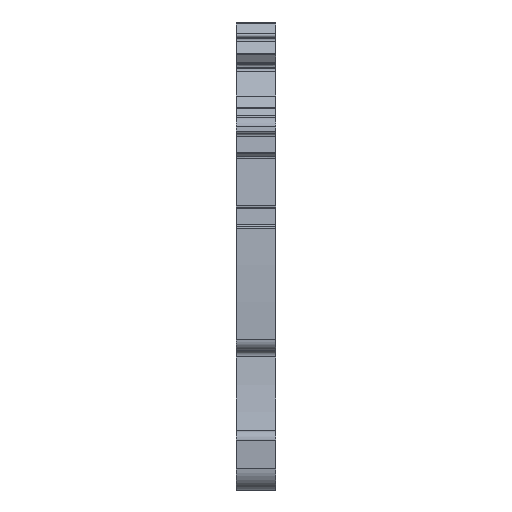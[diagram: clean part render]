
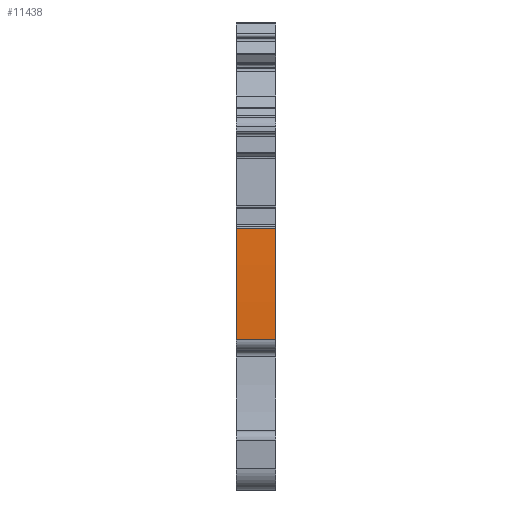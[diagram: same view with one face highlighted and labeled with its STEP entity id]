
A CAD part, front view. The second image highlights one B-rep face of the part: STEP entity #11438.
In plain terms, the highlighted cylindrical face has radius 122.822 mm (diameter 245.644 mm), a partial arc.
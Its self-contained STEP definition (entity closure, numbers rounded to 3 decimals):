
#2225=AXIS2_PLACEMENT_3D('Circle Axis2P3D',#2223,#2224,$) ;
#2232=AXIS2_PLACEMENT_3D('Circle Axis2P3D',#2230,#2231,$) ;
#3989=AXIS2_PLACEMENT_3D('Circle Axis2P3D',#3987,#3988,$) ;
#3996=AXIS2_PLACEMENT_3D('Circle Axis2P3D',#3994,#3995,$) ;
#11423=AXIS2_PLACEMENT_3D('Cylinder Axis2P3D',#11420,#11421,#11422) ;
#2220=CARTESIAN_POINT('Vertex',(0.,1.529,13.42)) ;
#2223=CARTESIAN_POINT('Axis2P3D Location',(0.,2.529,13.45)) ;
#2227=CARTESIAN_POINT('Vertex',(0.,1.528,13.45)) ;
#2230=CARTESIAN_POINT('Axis2P3D Location',(0.,124.298,17.05)) ;
#2234=CARTESIAN_POINT('Vertex',(0.,1.64,23.414)) ;
#3984=CARTESIAN_POINT('Vertex',(3.5,1.64,23.414)) ;
#3987=CARTESIAN_POINT('Axis2P3D Location',(3.5,124.298,17.05)) ;
#3991=CARTESIAN_POINT('Vertex',(3.5,1.528,13.45)) ;
#3994=CARTESIAN_POINT('Axis2P3D Location',(3.5,124.284,17.05)) ;
#3998=CARTESIAN_POINT('Vertex',(3.5,1.529,13.42)) ;
#11407=CARTESIAN_POINT('Line Origine',(1.75,1.529,13.42)) ;
#11420=CARTESIAN_POINT('Axis2P3D Location',(1.75,124.298,17.05)) ;
#11425=CARTESIAN_POINT('Line Origine',(1.75,1.64,23.414)) ;
#2224=DIRECTION('Axis2P3D Direction',(1.,0.,0.)) ;
#2231=DIRECTION('Axis2P3D Direction',(1.,0.,0.)) ;
#3988=DIRECTION('Axis2P3D Direction',(1.,0.,0.)) ;
#3995=DIRECTION('Axis2P3D Direction',(1.,0.,0.)) ;
#11408=DIRECTION('Vector Direction',(1.,0.,0.)) ;
#11421=DIRECTION('Axis2P3D Direction',(1.,0.,0.)) ;
#11422=DIRECTION('Axis2P3D XDirection',(0.,-0.992,0.126)) ;
#11426=DIRECTION('Vector Direction',(1.,0.,0.)) ;
#11409=VECTOR('Line Direction',#11408,1.) ;
#11427=VECTOR('Line Direction',#11426,1.) ;
#11431=ORIENTED_EDGE('',*,*,#2236,.T.) ;
#11432=ORIENTED_EDGE('',*,*,#2229,.T.) ;
#11433=ORIENTED_EDGE('',*,*,#11411,.T.) ;
#11434=ORIENTED_EDGE('',*,*,#4000,.F.) ;
#11435=ORIENTED_EDGE('',*,*,#3993,.F.) ;
#11436=ORIENTED_EDGE('',*,*,#11429,.F.) ;
#11438=ADVANCED_FACE('MLD_AIO21_1.5_SO.1',(#11437),#11424,.T.) ;
#2226=CIRCLE('generated circle',#2225,1.) ;
#2233=CIRCLE('generated circle',#2232,122.822) ;
#3990=CIRCLE('generated circle',#3989,122.822) ;
#3997=CIRCLE('generated circle',#3996,122.809) ;
#11424=CYLINDRICAL_SURFACE('generated cylinder',#11423,122.822) ;
#2229=EDGE_CURVE('',#2228,#2221,#2226,.T.) ;
#2236=EDGE_CURVE('',#2235,#2228,#2233,.T.) ;
#3993=EDGE_CURVE('',#3985,#3992,#3990,.T.) ;
#4000=EDGE_CURVE('',#3992,#3999,#3997,.T.) ;
#11411=EDGE_CURVE('',#2221,#3999,#11410,.T.) ;
#11429=EDGE_CURVE('',#2235,#3985,#11428,.T.) ;
#11430=EDGE_LOOP('',(#11431,#11432,#11433,#11434,#11435,#11436)) ;
#11437=FACE_OUTER_BOUND('',#11430,.T.) ;
#11410=LINE('Line',#11407,#11409) ;
#11428=LINE('Line',#11425,#11427) ;
#2221=VERTEX_POINT('',#2220) ;
#2228=VERTEX_POINT('',#2227) ;
#2235=VERTEX_POINT('',#2234) ;
#3985=VERTEX_POINT('',#3984) ;
#3992=VERTEX_POINT('',#3991) ;
#3999=VERTEX_POINT('',#3998) ;
